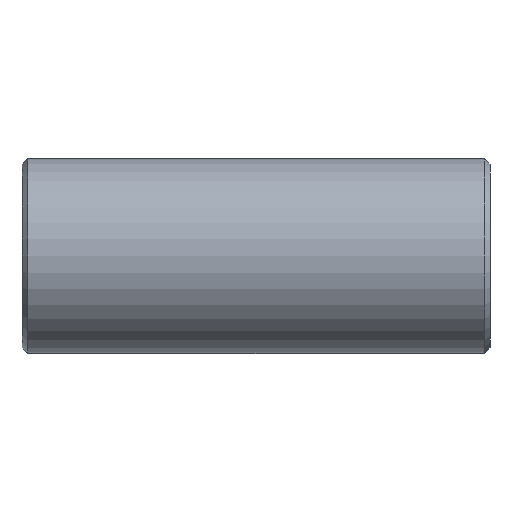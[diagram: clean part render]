
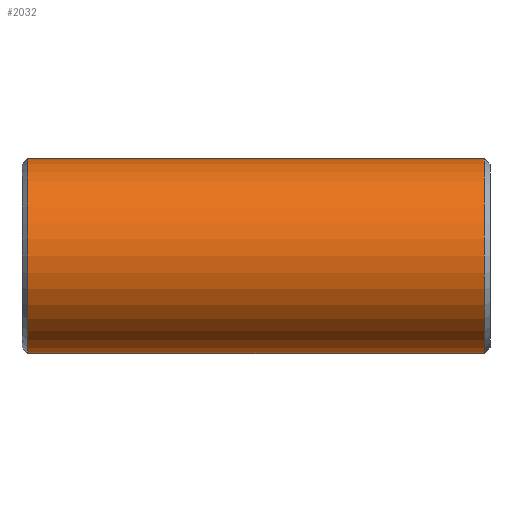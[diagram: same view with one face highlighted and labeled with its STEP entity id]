
A CAD part, front view. The second image highlights one B-rep face of the part: STEP entity #2032.
In plain terms, the highlighted cylindrical face has radius 8.75 mm (diameter 17.5 mm), a full revolution.
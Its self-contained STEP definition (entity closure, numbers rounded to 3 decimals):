
#125 = EDGE_CURVE ( 'NONE', #4140, #4140, #2903, .T. ) ;
#323 = EDGE_CURVE ( 'NONE', #4233, #2543, #1365, .T. ) ;
#388 = EDGE_LOOP ( 'NONE', ( #3357, #2255 ) ) ;
#423 = CIRCLE ( 'NONE', #3640, 8.75 ) ;
#431 = EDGE_LOOP ( 'NONE', ( #655 ) ) ;
#655 = ORIENTED_EDGE ( 'NONE', *, *, #1604, .T. ) ;
#806 = CARTESIAN_POINT ( 'NONE',  ( 0., 0., 8.75 ) ) ;
#812 = DIRECTION ( 'NONE',  ( 0., 0., 1. ) ) ;
#821 = CARTESIAN_POINT ( 'NONE',  ( 0., 0., -8.75 ) ) ;
#876 = FACE_OUTER_BOUND ( 'NONE', #4475, .T. ) ;
#1365 =( BOUNDED_CURVE ( )  B_SPLINE_CURVE ( 3, ( #4591, #4235, #2077, #1741 ),
 .UNSPECIFIED., .F., .T. ) 
 B_SPLINE_CURVE_WITH_KNOTS ( ( 4, 4 ),
 ( 1.571, 4.712 ),
 .UNSPECIFIED. ) 
 CURVE ( )  GEOMETRIC_REPRESENTATION_ITEM ( )  RATIONAL_B_SPLINE_CURVE ( ( 1., 0.333, 0.333, 1. ) ) 
 REPRESENTATION_ITEM ( '' )  );
#1546 = AXIS2_PLACEMENT_3D ( 'NONE', #1869, #3056, #812 ) ;
#1604 = EDGE_CURVE ( 'NONE', #3105, #3105, #423, .T. ) ;
#1615 = CARTESIAN_POINT ( 'NONE',  ( 0., 0., 0. ) ) ;
#1741 = CARTESIAN_POINT ( 'NONE',  ( 0., 0., 8.75 ) ) ;
#1869 = CARTESIAN_POINT ( 'NONE',  ( -20.5, 0., 0. ) ) ;
#1932 = CARTESIAN_POINT ( 'NONE',  ( -21., 17.5, 8.75 ) ) ;
#1935 = DIRECTION ( 'NONE',  ( 1., 0., 0. ) ) ;
#2032 = ADVANCED_FACE ( 'NONE', ( #3710, #876, #2581 ), #2560, .T. ) ;
#2077 = CARTESIAN_POINT ( 'NONE',  ( 21., 17.5, 8.75 ) ) ;
#2250 = CARTESIAN_POINT ( 'NONE',  ( 0., 0., 8.75 ) ) ;
#2255 = ORIENTED_EDGE ( 'NONE', *, *, #323, .T. ) ;
#2292 = CARTESIAN_POINT ( 'NONE',  ( 20.5, 0., -8.75 ) ) ;
#2543 = VERTEX_POINT ( 'NONE', #806 ) ;
#2560 = CYLINDRICAL_SURFACE ( 'NONE', #2823, 8.75 ) ;
#2581 = FACE_BOUND ( 'NONE', #388, .T. ) ;
#2617 = ORIENTED_EDGE ( 'NONE', *, *, #125, .T. ) ;
#2655 =( BOUNDED_CURVE ( )  B_SPLINE_CURVE ( 3, ( #2250, #1932, #3416, #2706 ),
 .UNSPECIFIED., .F., .T. ) 
 B_SPLINE_CURVE_WITH_KNOTS ( ( 4, 4 ),
 ( 1.571, 4.712 ),
 .UNSPECIFIED. ) 
 CURVE ( )  GEOMETRIC_REPRESENTATION_ITEM ( )  RATIONAL_B_SPLINE_CURVE ( ( 1., 0.333, 0.333, 1. ) ) 
 REPRESENTATION_ITEM ( '' )  );
#2706 = CARTESIAN_POINT ( 'NONE',  ( 0., 0., -8.75 ) ) ;
#2823 = AXIS2_PLACEMENT_3D ( 'NONE', #1615, #1935, #3041 ) ;
#2903 = CIRCLE ( 'NONE', #1546, 8.75 ) ;
#3041 = DIRECTION ( 'NONE',  ( 0., 0., -1. ) ) ;
#3056 = DIRECTION ( 'NONE',  ( 1., 0., 0. ) ) ;
#3105 = VERTEX_POINT ( 'NONE', #2292 ) ;
#3119 = CARTESIAN_POINT ( 'NONE',  ( 20.5, 0., 0. ) ) ;
#3357 = ORIENTED_EDGE ( 'NONE', *, *, #3625, .T. ) ;
#3396 = DIRECTION ( 'NONE',  ( -1., 0., 0. ) ) ;
#3416 = CARTESIAN_POINT ( 'NONE',  ( -21., 17.5, -8.75 ) ) ;
#3625 = EDGE_CURVE ( 'NONE', #2543, #4233, #2655, .T. ) ;
#3640 = AXIS2_PLACEMENT_3D ( 'NONE', #3119, #3396, #4206 ) ;
#3710 = FACE_OUTER_BOUND ( 'NONE', #431, .T. ) ;
#3802 = CARTESIAN_POINT ( 'NONE',  ( -20.5, 0., 8.75 ) ) ;
#4140 = VERTEX_POINT ( 'NONE', #3802 ) ;
#4206 = DIRECTION ( 'NONE',  ( 0., 0., -1. ) ) ;
#4233 = VERTEX_POINT ( 'NONE', #821 ) ;
#4235 = CARTESIAN_POINT ( 'NONE',  ( 21., 17.5, -8.75 ) ) ;
#4475 = EDGE_LOOP ( 'NONE', ( #2617 ) ) ;
#4591 = CARTESIAN_POINT ( 'NONE',  ( 0., 0., -8.75 ) ) ;
